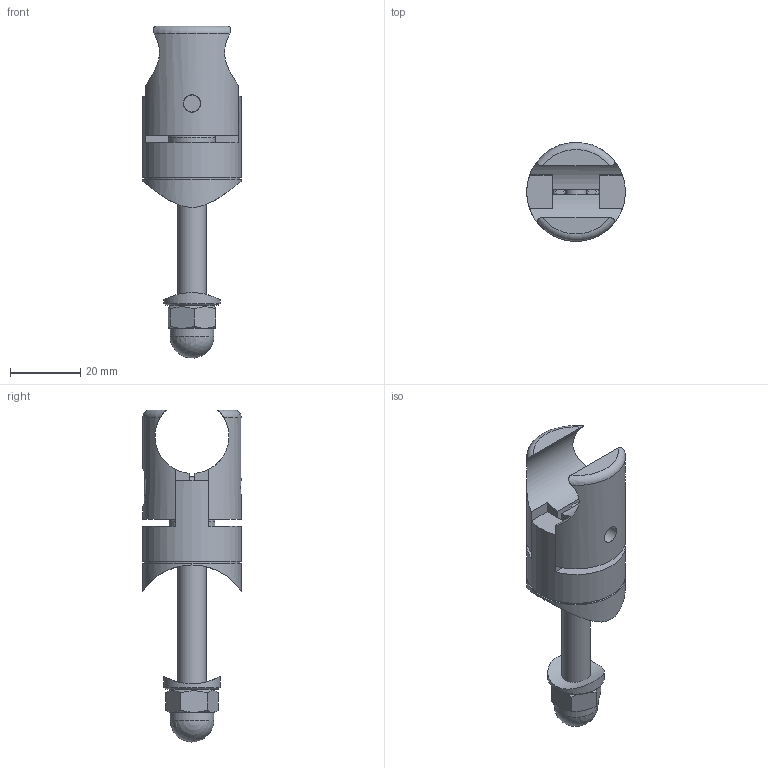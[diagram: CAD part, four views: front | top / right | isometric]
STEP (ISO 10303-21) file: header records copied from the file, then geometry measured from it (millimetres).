
FILE_DESCRIPTION(/* description */ ('-'),/* implementation_level */ '2;1');
FILE_NAME(/* name */ 'e320caef-1fa7-4642-9768-7d2d7df69cff.stp',/* time_stamp */ '2021-07-08T11:34:07+02:00',/* author */ ('-'),/* organization */ ('Carl Stahl'),/* preprocessor_version */ 'ST-DEVELOPER v18',/* originating_system */ 'Autodesk Inventor 2020',/* authorisation */ '-');
FILE_SCHEMA (('AUTOMOTIVE_DESIGN { 1 0 10303 214 3 1 1 }'));
Length unit declared in the file: millimetre
Products named in the file (10): CX3-40213-ED337; CX3-40213; CX3-40213-01; CX3-40213-02; CX3-40213-03; DIN 7984 - M6 x 20; CX3-40213-337; DIN 912 - M8 x 50; DIN 1587 - M8; CX3-00008-337
Assembly tree (9 placements, depth 3):
  CX3-40213-ED337
    CX3-40213
      CX3-40213-01
      CX3-40213-02
      CX3-40213-03
      DIN 7984 - M6 x 20
    CX3-40213-337
    DIN 912 - M8 x 50
    DIN 1587 - M8
    CX3-00008-337
Bounding box: 28 x 28 x 94.25 mm (x, y, z)
Volume: 20557.4 mm3; surface area: 13810 mm2
Topology: 8 solids, 8 shells, 127 faces, 326 edges, 224 vertices
Faces by surface type: plane 74, cylinder 32, cone 14, torus 6, sphere 1
Full cylindrical faces by diameter (mm): 2.5 x2, 4.917 x1, 6 x1, 6.6 x1, 6.647 x1, 8 x1, 8.2 x2, 9 x1, 10 x1, 11 x1, 12.5 x1, 13 x1, 16 x1, 22.5 x1, 23 x1, 27 x1, 28 x2
Entity records: 4569 total; most frequent: CARTESIAN_POINT 1096, DIRECTION 666, ORIENTED_EDGE 642, EDGE_CURVE 321, AXIS2_PLACEMENT_3D 255, VERTEX_POINT 224, LINE 156, VECTOR 156
